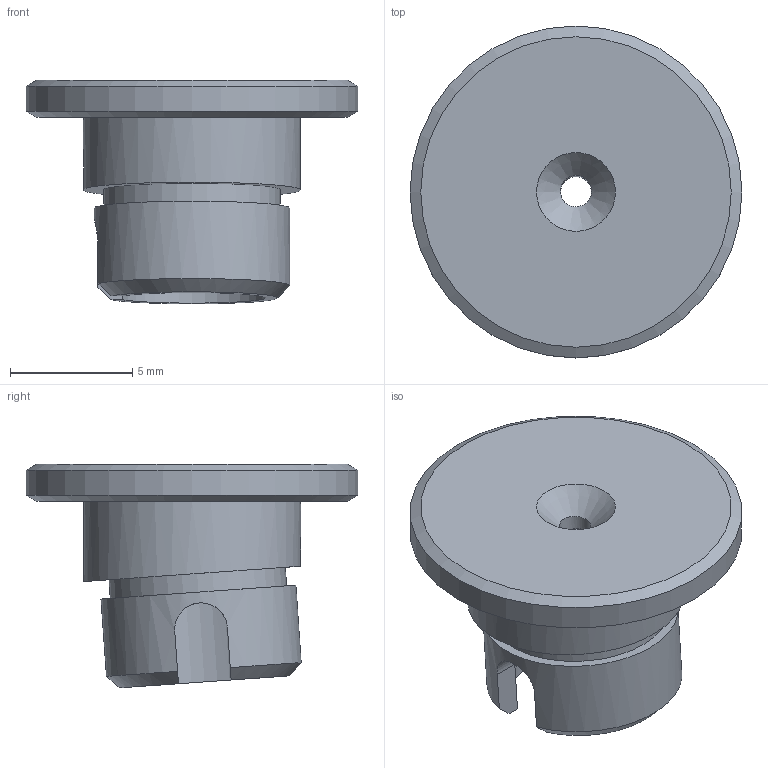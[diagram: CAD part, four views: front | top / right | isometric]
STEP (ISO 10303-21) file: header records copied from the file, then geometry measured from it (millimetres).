
FILE_DESCRIPTION(/* description */ ('STEP AP203'),/* implementation_level */ '2;1');
FILE_NAME(/* name */ '00_SM05FCA-Step.ipt.step',/* time_stamp */ '2022-11-29T07:51:30+01:00',/* author */ ('admin'),/* organization */ (''),/* preprocessor_version */ 'ST-DEVELOPER v18.1',/* originating_system */ 'Autodesk Inventor 2022',/* authorisation */ '');
FILE_SCHEMA (('AUTOMOTIVE_DESIGN { 1 0 10303 214 3 1 1 }'));
Length unit declared in the file: millimetre
Products named in the file (1): SM05FCA-Step
Bounding box: 13.59 x 13.59 x 9.16 mm (x, y, z)
Volume: 473.9 mm3; surface area: 642.1 mm2
Topology: 7 solids, 7 shells, 285 faces, 746 edges, 497 vertices
Faces by surface type: plane 179, bspline 69, cylinder 31, cone 5, torus 1
Full cylindrical faces by diameter (mm): 1.27 x1, 2.502 x1, 6.071 x1, 7.238 x1, 8 x1, 8.89 x1, 13.589 x1
Entity records: 12703 total; most frequent: CARTESIAN_POINT 6035, ORIENTED_EDGE 1492, DIRECTION 1107, EDGE_CURVE 746, LINE 531, VECTOR 531, VERTEX_POINT 497, EDGE_LOOP 315
